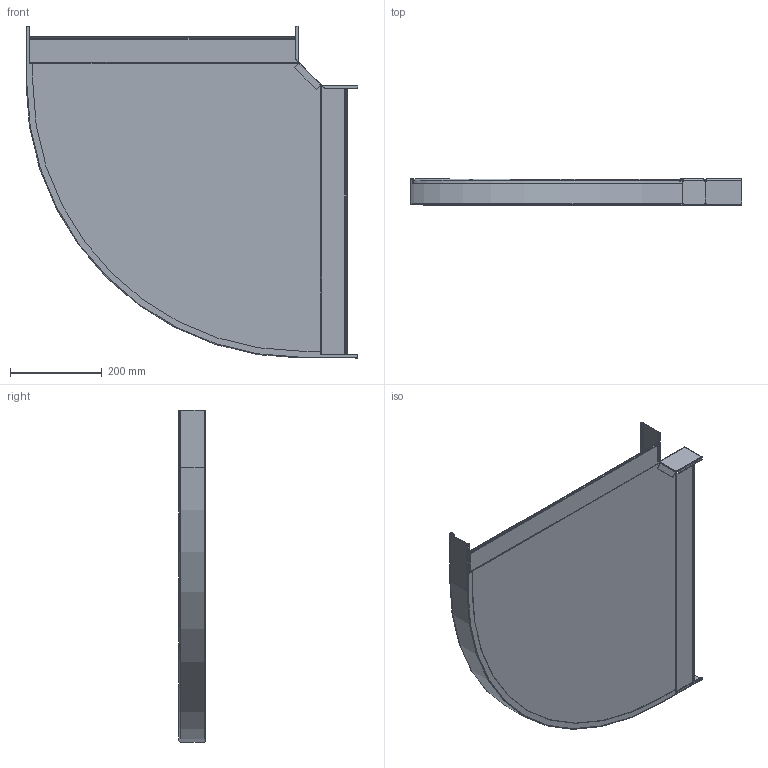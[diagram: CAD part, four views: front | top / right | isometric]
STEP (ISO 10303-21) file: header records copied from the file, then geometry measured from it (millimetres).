
FILE_DESCRIPTION (( 'STEP AP214' ), '1' );
FILE_NAME ('6036632.STEP', '2024-10-21T09:56:14', ( '' ), ( '' ), 'SwSTEP 2.0', 'SolidWorks 2024', '' );
FILE_SCHEMA (( 'AUTOMOTIVE_DESIGN' ));
Length unit declared in the file: millimetre
Products named in the file (4): 167655_60x90°; 167733_600; 167734_600; 6036632
Assembly tree (3 placements, depth 2):
  6036632
    167734_600
    167733_600
    167655_60x90°
Bounding box: 725 x 57 x 725 mm (x, y, z)
Volume: 546394.3 mm3; surface area: 1042496.8 mm2
Topology: 3 solids, 3 shells, 194 faces, 440 edges, 252 vertices
Faces by surface type: plane 114, cylinder 64, bspline 12, torus 4
Entity records: 5803 total; most frequent: CARTESIAN_POINT 1488, ORIENTED_EDGE 880, DIRECTION 850, EDGE_CURVE 440, AXIS2_PLACEMENT_3D 286, LINE 278, VECTOR 278, VERTEX_POINT 252
